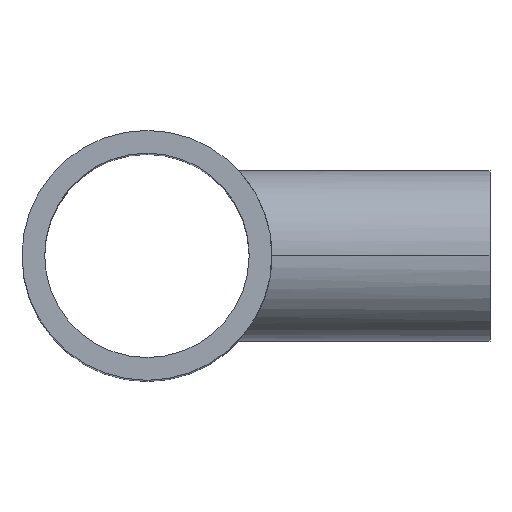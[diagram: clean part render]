
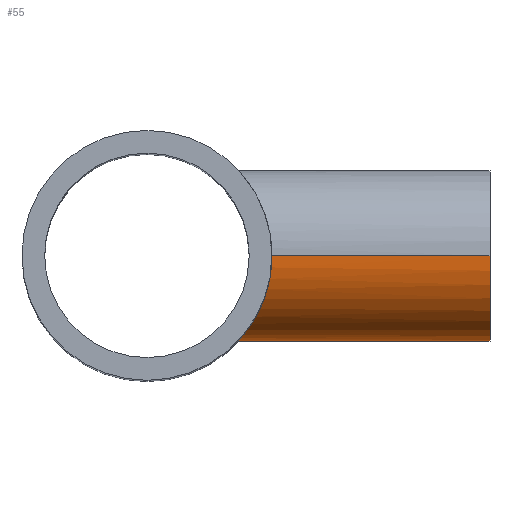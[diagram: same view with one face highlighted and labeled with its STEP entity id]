
A CAD part, top view. The second image highlights one B-rep face of the part: STEP entity #55.
In plain terms, the highlighted cylindrical face has radius 37.5 mm (diameter 75 mm), a partial arc.
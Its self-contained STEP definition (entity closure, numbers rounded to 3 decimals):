
#3 = CARTESIAN_POINT ( 'NONE',  ( 54.956, -2.539, -37.436 ) ) ;
#7 = CARTESIAN_POINT ( 'NONE',  ( 47.204, -28.293, -24.727 ) ) ;
#9 = CARTESIAN_POINT ( 'NONE',  ( 54.56, -6.969, -36.852 ) ) ;
#13 = EDGE_CURVE ( 'NONE', #67, #451, #433, .T. ) ;
#14 = CARTESIAN_POINT ( 'NONE',  ( 40.311, -37.417, 2.569 ) ) ;
#42 = CARTESIAN_POINT ( 'NONE',  ( 55., 0., 37.5 ) ) ;
#45 = LINE ( 'NONE', #157, #349 ) ;
#47 = CARTESIAN_POINT ( 'NONE',  ( 41.919, -35.607, 11.781 ) ) ;
#55 = ADVANCED_FACE ( 'NONE', ( #372 ), #73, .T. ) ;
#58 = DIRECTION ( 'NONE',  ( -1., 0., 0. ) ) ;
#64 = CARTESIAN_POINT ( 'NONE',  ( 43.187, -34.062, -15.732 ) ) ;
#67 = VERTEX_POINT ( 'NONE', #424 ) ;
#68 = CARTESIAN_POINT ( 'NONE',  ( 44.46, -32.386, -18.943 ) ) ;
#69 = CARTESIAN_POINT ( 'NONE',  ( 151., 0., 0. ) ) ;
#73 = CYLINDRICAL_SURFACE ( 'NONE', #469, 37.5 ) ;
#83 = EDGE_LOOP ( 'NONE', ( #102, #367, #635, #193 ) ) ;
#91 = DIRECTION ( 'NONE',  ( -1., 0., 0. ) ) ;
#95 = CARTESIAN_POINT ( 'NONE',  ( 49.061, -24.933, 28.11 ) ) ;
#97 = CARTESIAN_POINT ( 'NONE',  ( 44.444, -32.439, 18.963 ) ) ;
#102 = ORIENTED_EDGE ( 'NONE', *, *, #393, .F. ) ;
#106 = CARTESIAN_POINT ( 'NONE',  ( 54.13, -10.057, -36.214 ) ) ;
#115 = CARTESIAN_POINT ( 'NONE',  ( 44.904, -31.769, -19.96 ) ) ;
#118 = CARTESIAN_POINT ( 'NONE',  ( 41.389, -36.228, -10.011 ) ) ;
#138 = CARTESIAN_POINT ( 'NONE',  ( 151., 0., 0. ) ) ;
#142 = CARTESIAN_POINT ( 'NONE',  ( 53.597, -12.402, 35.412 ) ) ;
#148 = CARTESIAN_POINT ( 'NONE',  ( 46.271, -29.745, 22.867 ) ) ;
#151 = AXIS2_PLACEMENT_3D ( 'NONE', #138, #401, #273 ) ;
#154 = CARTESIAN_POINT ( 'NONE',  ( 53.313, -13.568, 34.981 ) ) ;
#157 = CARTESIAN_POINT ( 'NONE',  ( 151., 0., 37.5 ) ) ;
#160 = CARTESIAN_POINT ( 'NONE',  ( 43.602, -33.532, -16.832 ) ) ;
#163 = CARTESIAN_POINT ( 'NONE',  ( 55., -1.268, -37.5 ) ) ;
#167 = CARTESIAN_POINT ( 'NONE',  ( 52.667, -15.859, -33.987 ) ) ;
#170 = CARTESIAN_POINT ( 'NONE',  ( 49.054, -24.878, -28.066 ) ) ;
#173 = CARTESIAN_POINT ( 'NONE',  ( 48.598, -25.759, -27.26 ) ) ;
#192 = DIRECTION ( 'NONE',  ( -1., 0., 0. ) ) ;
#193 = ORIENTED_EDGE ( 'NONE', *, *, #533, .T. ) ;
#201 = CARTESIAN_POINT ( 'NONE',  ( 42.089, -35.407, 12.37 ) ) ;
#208 = CARTESIAN_POINT ( 'NONE',  ( 49.957, -23.108, 29.633 ) ) ;
#214 = CARTESIAN_POINT ( 'NONE',  ( 48.366, -26.191, -26.845 ) ) ;
#221 = CARTESIAN_POINT ( 'NONE',  ( 42.037, -35.488, -12.362 ) ) ;
#247 = CARTESIAN_POINT ( 'NONE',  ( 52.685, -15.832, 34.016 ) ) ;
#251 = CARTESIAN_POINT ( 'NONE',  ( 42.626, -34.758, 14.09 ) ) ;
#255 = CARTESIAN_POINT ( 'NONE',  ( 55., 0., -37.5 ) ) ;
#259 = LINE ( 'NONE', #508, #589 ) ;
#263 = CARTESIAN_POINT ( 'NONE',  ( 52.322, -16.964, -33.449 ) ) ;
#270 = CARTESIAN_POINT ( 'NONE',  ( 53.629, -12.433, -35.466 ) ) ;
#273 = DIRECTION ( 'NONE',  ( 0., 0., -1. ) ) ;
#275 = CARTESIAN_POINT ( 'NONE',  ( 40.714, -36.979, 6.353 ) ) ;
#276 = DIRECTION ( 'NONE',  ( 0., 0., 1. ) ) ;
#300 = CARTESIAN_POINT ( 'NONE',  ( 45.805, -30.455, 21.912 ) ) ;
#305 = CARTESIAN_POINT ( 'NONE',  ( 42.442, -34.982, 13.523 ) ) ;
#308 = CARTESIAN_POINT ( 'NONE',  ( 41.443, -36.162, 10.004 ) ) ;
#312 = EDGE_CURVE ( 'NONE', #67, #323, #45, .T. ) ;
#320 = CARTESIAN_POINT ( 'NONE',  ( 40.233, -37.501, -2.535 ) ) ;
#323 = VERTEX_POINT ( 'NONE', #42 ) ;
#325 = CARTESIAN_POINT ( 'NONE',  ( 40.537, -37.172, 5.109 ) ) ;
#329 = CARTESIAN_POINT ( 'NONE',  ( 54.768, -5.086, -37.159 ) ) ;
#332 = CARTESIAN_POINT ( 'NONE',  ( 55., 0., -37.5 ) ) ;
#349 = VECTOR ( 'NONE', #192, 1000. ) ;
#352 = CARTESIAN_POINT ( 'NONE',  ( 51.787, -18.531, 32.607 ) ) ;
#362 = CARTESIAN_POINT ( 'NONE',  ( 51.201, -20.093, 31.668 ) ) ;
#367 = ORIENTED_EDGE ( 'NONE', *, *, #13, .F. ) ;
#368 = CARTESIAN_POINT ( 'NONE',  ( 49.279, -24.429, -28.457 ) ) ;
#371 = CARTESIAN_POINT ( 'NONE',  ( 40.476, -37.245, -5.048 ) ) ;
#372 = FACE_OUTER_BOUND ( 'NONE', #83, .T. ) ;
#376 = CARTESIAN_POINT ( 'NONE',  ( 40.249, -37.483, 1.287 ) ) ;
#380 = CARTESIAN_POINT ( 'NONE',  ( 52.142, -17.507, -33.168 ) ) ;
#393 = EDGE_CURVE ( 'NONE', #451, #483, #259, .T. ) ;
#401 = DIRECTION ( 'NONE',  ( 1., 0., 0. ) ) ;
#412 = CARTESIAN_POINT ( 'NONE',  ( 41.167, -36.474, 8.8 ) ) ;
#419 = CARTESIAN_POINT ( 'NONE',  ( 50.374, -22.105, -30.316 ) ) ;
#423 = CARTESIAN_POINT ( 'NONE',  ( 52.834, -15.294, -34.245 ) ) ;
#424 = CARTESIAN_POINT ( 'NONE',  ( 151., 0., 37.5 ) ) ;
#426 = CARTESIAN_POINT ( 'NONE',  ( 51.588, -19.104, -32.292 ) ) ;
#433 = CIRCLE ( 'NONE', #151, 37.5 ) ;
#436 = B_SPLINE_CURVE_WITH_KNOTS ( 'NONE', 3,
 ( #620, #668, #665, #570, #611, #142, #154, #247, #457, #352, #614, #362, #562, #208, #95, #513, #568, #148, #300, #97, #464, #251, #305, #201, #47, #308, #412, #275, #325, #632, #14, #376, #522, #320, #371, #118, #221, #64, #160, #68, #115, #529, #7, #214, #173, #170, #368, #586, #419, #630, #426, #380, #263, #167, #423, #270, #106, #9, #526, #329, #535, #3, #163, #332 ),
 .UNSPECIFIED., .F., .F.,
 ( 4, 2, 2, 2, 2, 2, 2, 2, 2, 2, 2, 2, 2, 2, 2, 2, 2, 2, 2, 2, 2, 2, 2, 2, 2, 2, 2, 2, 2, 2, 2, 4 ),
 ( 0., 0.008, 0.011, 0.015, 0.019, 0.021, 0.023, 0.03, 0.034, 0.038, 0.046, 0.047, 0.049, 0.053, 0.057, 0.059, 0.061, 0.068, 0.076, 0.08, 0.084, 0.091, 0.093, 0.095, 0.099, 0.103, 0.104, 0.106, 0.114, 0.116, 0.118, 0.121 ),
 .UNSPECIFIED. ) ;
#451 = VERTEX_POINT ( 'NONE', #565 ) ;
#457 = CARTESIAN_POINT ( 'NONE',  ( 52.341, -16.931, 33.483 ) ) ;
#464 = CARTESIAN_POINT ( 'NONE',  ( 43.58, -33.575, 16.878 ) ) ;
#469 = AXIS2_PLACEMENT_3D ( 'NONE', #69, #58, #276 ) ;
#483 = VERTEX_POINT ( 'NONE', #255 ) ;
#508 = CARTESIAN_POINT ( 'NONE',  ( 151., 0., -37.5 ) ) ;
#513 = CARTESIAN_POINT ( 'NONE',  ( 47.677, -27.437, 25.59 ) ) ;
#522 = CARTESIAN_POINT ( 'NONE',  ( 40.234, -37.5, 0.648 ) ) ;
#526 = CARTESIAN_POINT ( 'NONE',  ( 54.636, -6.345, -36.965 ) ) ;
#529 = CARTESIAN_POINT ( 'NONE',  ( 46.263, -29.787, -22.904 ) ) ;
#533 = EDGE_CURVE ( 'NONE', #323, #483, #436, .T. ) ;
#535 = CARTESIAN_POINT ( 'NONE',  ( 54.824, -4.448, -37.241 ) ) ;
#562 = CARTESIAN_POINT ( 'NONE',  ( 50.998, -20.604, 31.338 ) ) ;
#565 = CARTESIAN_POINT ( 'NONE',  ( 151., 0., -37.5 ) ) ;
#568 = CARTESIAN_POINT ( 'NONE',  ( 47.209, -28.233, 24.71 ) ) ;
#570 = CARTESIAN_POINT ( 'NONE',  ( 54.309, -8.779, 36.48 ) ) ;
#586 = CARTESIAN_POINT ( 'NONE',  ( 49.944, -23.056, -29.599 ) ) ;
#589 = VECTOR ( 'NONE', #91, 1000. ) ;
#611 = CARTESIAN_POINT ( 'NONE',  ( 54.097, -9.999, 36.164 ) ) ;
#614 = CARTESIAN_POINT ( 'NONE',  ( 51.596, -19.057, 32.302 ) ) ;
#620 = CARTESIAN_POINT ( 'NONE',  ( 55., 0., 37.5 ) ) ;
#630 = CARTESIAN_POINT ( 'NONE',  ( 51.195, -20.129, -31.662 ) ) ;
#632 = CARTESIAN_POINT ( 'NONE',  ( 40.357, -37.368, 3.21 ) ) ;
#635 = ORIENTED_EDGE ( 'NONE', *, *, #312, .T. ) ;
#665 = CARTESIAN_POINT ( 'NONE',  ( 54.821, -5.087, 37.238 ) ) ;
#668 = CARTESIAN_POINT ( 'NONE',  ( 55., -2.572, 37.5 ) ) ;
